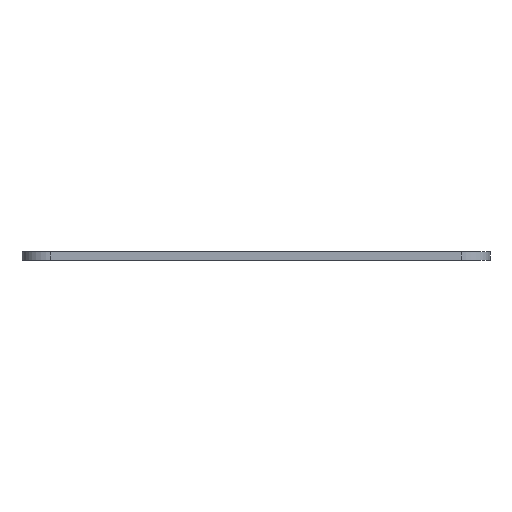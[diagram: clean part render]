
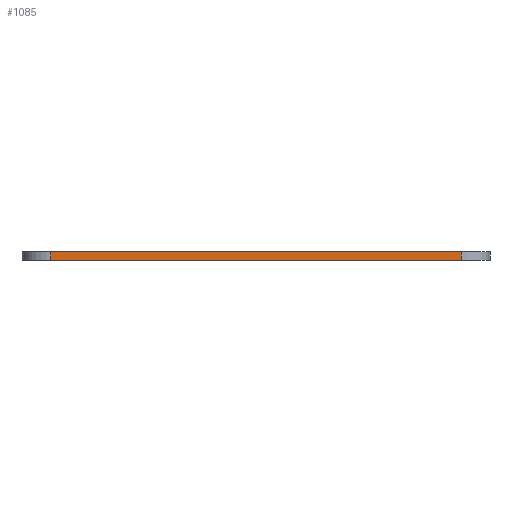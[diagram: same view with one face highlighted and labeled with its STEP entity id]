
A CAD part, front view. The second image highlights one B-rep face of the part: STEP entity #1085.
In plain terms, the highlighted planar face has unit normal (0, -1, 0).
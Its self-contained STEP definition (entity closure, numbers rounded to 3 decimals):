
#35=PLANE('',#1185);
#65=FACE_OUTER_BOUND('',#130,.T.);
#130=EDGE_LOOP('',(#795,#796,#797,#798));
#198=LINE('',#1621,#304);
#222=LINE('',#1720,#328);
#223=LINE('',#1723,#329);
#224=LINE('',#1724,#330);
#304=VECTOR('',#1286,10.);
#328=VECTOR('',#1364,10.);
#329=VECTOR('',#1367,10.);
#330=VECTOR('',#1368,10.);
#468=VERTEX_POINT('',#1618);
#469=VERTEX_POINT('',#1620);
#516=VERTEX_POINT('',#1716);
#518=VERTEX_POINT('',#1722);
#578=EDGE_CURVE('',#468,#469,#198,.T.);
#628=EDGE_CURVE('',#469,#516,#222,.T.);
#629=EDGE_CURVE('',#518,#468,#223,.T.);
#630=EDGE_CURVE('',#516,#518,#224,.T.);
#795=ORIENTED_EDGE('',*,*,#628,.F.);
#796=ORIENTED_EDGE('',*,*,#578,.F.);
#797=ORIENTED_EDGE('',*,*,#629,.F.);
#798=ORIENTED_EDGE('',*,*,#630,.F.);
#1085=ADVANCED_FACE('',(#65),#35,.T.);
#1185=AXIS2_PLACEMENT_3D('',#1721,#1365,#1366);
#1286=DIRECTION('',(-1.,0.,0.));
#1364=DIRECTION('',(0.,0.,1.));
#1365=DIRECTION('center_axis',(0.,-1.,0.));
#1366=DIRECTION('ref_axis',(1.,0.,0.));
#1367=DIRECTION('',(0.,0.,-1.));
#1368=DIRECTION('',(1.,0.,0.));
#1618=CARTESIAN_POINT('',(61.665,-66.665,0.));
#1620=CARTESIAN_POINT('',(-10.248,-66.665,0.));
#1621=CARTESIAN_POINT('',(66.665,-66.665,0.));
#1716=CARTESIAN_POINT('',(-10.248,-66.665,1.5));
#1720=CARTESIAN_POINT('',(-10.248,-66.665,0.));
#1721=CARTESIAN_POINT('Origin',(-15.248,-66.665,0.));
#1722=CARTESIAN_POINT('',(61.665,-66.665,1.5));
#1723=CARTESIAN_POINT('',(61.665,-66.665,0.));
#1724=CARTESIAN_POINT('',(66.665,-66.665,1.5));
